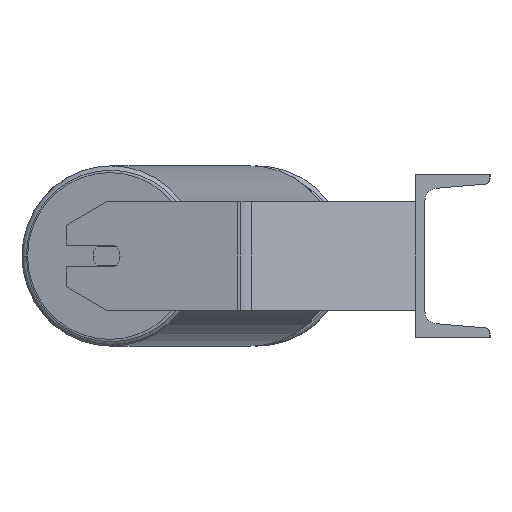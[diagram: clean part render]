
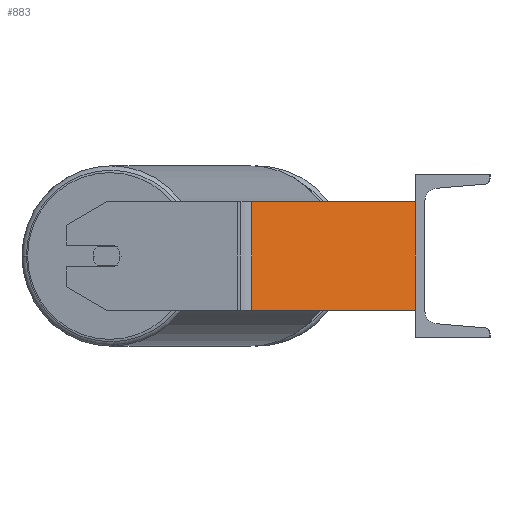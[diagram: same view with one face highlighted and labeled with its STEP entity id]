
A CAD part, left-side view. The second image highlights one B-rep face of the part: STEP entity #883.
In plain terms, the highlighted planar face has unit normal (-0.866, -0.5, 0).
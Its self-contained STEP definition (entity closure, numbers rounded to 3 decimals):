
#218 = VECTOR ( 'NONE', #5866, 1000. ) ;
#876 = LINE ( 'NONE', #5859, #1678 ) ;
#883 = ADVANCED_FACE ( 'NONE', ( #4401 ), #7252, .F. ) ;
#897 = CARTESIAN_POINT ( 'NONE',  ( -954.723, 120.763, 40. ) ) ;
#1372 = CARTESIAN_POINT ( 'NONE',  ( -954.723, 120.763, 40. ) ) ;
#1492 = EDGE_LOOP ( 'NONE', ( #1821, #6623, #2636, #2815 ) ) ;
#1666 = VERTEX_POINT ( 'NONE', #1372 ) ;
#1678 = VECTOR ( 'NONE', #6477, 1000. ) ;
#1821 = ORIENTED_EDGE ( 'NONE', *, *, #3138, .T. ) ;
#1940 = CARTESIAN_POINT ( 'NONE',  ( -885., 0., 40. ) ) ;
#2201 = CARTESIAN_POINT ( 'NONE',  ( -885., 0., -40. ) ) ;
#2252 = DIRECTION ( 'NONE',  ( -0.5, 0.866, 0. ) ) ;
#2412 = LINE ( 'NONE', #6628, #218 ) ;
#2562 = AXIS2_PLACEMENT_3D ( 'NONE', #7976, #7836, #2252 ) ;
#2636 = ORIENTED_EDGE ( 'NONE', *, *, #4538, .F. ) ;
#2740 = VECTOR ( 'NONE', #4484, 1000. ) ;
#2815 = ORIENTED_EDGE ( 'NONE', *, *, #4635, .T. ) ;
#3138 = EDGE_CURVE ( 'NONE', #6663, #7460, #7813, .T. ) ;
#3441 = VECTOR ( 'NONE', #7095, 1000. ) ;
#3610 = VERTEX_POINT ( 'NONE', #1940 ) ;
#4401 = FACE_OUTER_BOUND ( 'NONE', #1492, .T. ) ;
#4484 = DIRECTION ( 'NONE',  ( 0., 0., -1. ) ) ;
#4538 = EDGE_CURVE ( 'NONE', #1666, #3610, #876, .T. ) ;
#4635 = EDGE_CURVE ( 'NONE', #1666, #6663, #8669, .T. ) ;
#5296 = CARTESIAN_POINT ( 'NONE',  ( -954.723, 120.763, -40. ) ) ;
#5607 = EDGE_CURVE ( 'NONE', #3610, #7460, #2412, .T. ) ;
#5859 = CARTESIAN_POINT ( 'NONE',  ( -957.634, 125.807, 40. ) ) ;
#5866 = DIRECTION ( 'NONE',  ( 0., 0., -1. ) ) ;
#6477 = DIRECTION ( 'NONE',  ( 0.5, -0.866, 0. ) ) ;
#6623 = ORIENTED_EDGE ( 'NONE', *, *, #5607, .F. ) ;
#6628 = CARTESIAN_POINT ( 'NONE',  ( -885., 0., 40. ) ) ;
#6663 = VERTEX_POINT ( 'NONE', #5296 ) ;
#7095 = DIRECTION ( 'NONE',  ( 0.5, -0.866, 0. ) ) ;
#7135 = CARTESIAN_POINT ( 'NONE',  ( -957.634, 125.807, -40. ) ) ;
#7252 = PLANE ( 'NONE',  #2562 ) ;
#7460 = VERTEX_POINT ( 'NONE', #2201 ) ;
#7813 = LINE ( 'NONE', #7135, #3441 ) ;
#7836 = DIRECTION ( 'NONE',  ( 0.866, 0.5, 0. ) ) ;
#7976 = CARTESIAN_POINT ( 'NONE',  ( -957.634, 125.807, 40. ) ) ;
#8669 = LINE ( 'NONE', #897, #2740 ) ;
